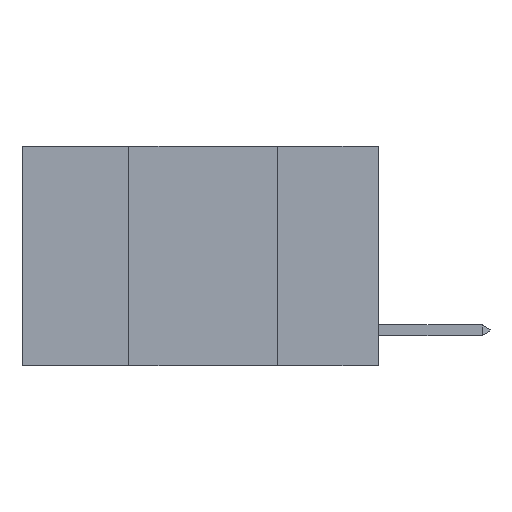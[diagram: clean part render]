
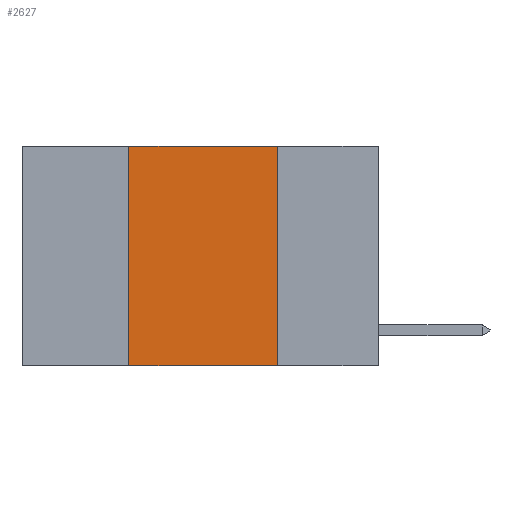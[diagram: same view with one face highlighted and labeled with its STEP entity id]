
A CAD part, left-side view. The second image highlights one B-rep face of the part: STEP entity #2627.
In plain terms, the highlighted planar face has unit normal (-1, 0, 0).
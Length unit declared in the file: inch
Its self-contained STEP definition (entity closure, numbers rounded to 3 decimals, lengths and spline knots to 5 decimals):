
#506 = VECTOR ( 'NONE', #4253, 39.37008 ) ;
#520 = VECTOR ( 'NONE', #4035, 39.37008 ) ;
#1397 = EDGE_CURVE ( 'NONE', #3900, #9037, #1961, .T. ) ;
#1694 = DIRECTION ( 'NONE',  ( 0., 0., -1. ) ) ;
#1961 = LINE ( 'NONE', #7219, #5471 ) ;
#2074 = EDGE_CURVE ( 'NONE', #9037, #8089, #6964, .T. ) ;
#2273 = LINE ( 'NONE', #3801, #6519 ) ;
#2299 = CARTESIAN_POINT ( 'NONE',  ( 0., 0.17, 0. ) ) ;
#2520 = VERTEX_POINT ( 'NONE', #4611 ) ;
#2627 = ADVANCED_FACE ( 'NONE', ( #5138 ), #7850, .F. ) ;
#2691 = EDGE_CURVE ( 'NONE', #2520, #8089, #2273, .T. ) ;
#2833 = AXIS2_PLACEMENT_3D ( 'NONE', #6843, #3854, #1694 ) ;
#3299 = ORIENTED_EDGE ( 'NONE', *, *, #1397, .F. ) ;
#3400 = EDGE_CURVE ( 'NONE', #2520, #3900, #6474, .T. ) ;
#3801 = CARTESIAN_POINT ( 'NONE',  ( 0., 0.6, -0.37 ) ) ;
#3854 = DIRECTION ( 'NONE',  ( 1., 0., 0. ) ) ;
#3900 = VERTEX_POINT ( 'NONE', #4516 ) ;
#3987 = CARTESIAN_POINT ( 'NONE',  ( 0., 0.17, 0. ) ) ;
#4035 = DIRECTION ( 'NONE',  ( 0., 0., -1. ) ) ;
#4111 = ORIENTED_EDGE ( 'NONE', *, *, #2691, .T. ) ;
#4217 = CARTESIAN_POINT ( 'NONE',  ( 0., 0.42, 0. ) ) ;
#4236 = ORIENTED_EDGE ( 'NONE', *, *, #3400, .F. ) ;
#4253 = DIRECTION ( 'NONE',  ( 0., 0., 1. ) ) ;
#4516 = CARTESIAN_POINT ( 'NONE',  ( 0., 0.42, 0. ) ) ;
#4611 = CARTESIAN_POINT ( 'NONE',  ( 0., 0.42, -0.37 ) ) ;
#4984 = EDGE_LOOP ( 'NONE', ( #7245, #3299, #4236, #4111 ) ) ;
#5138 = FACE_OUTER_BOUND ( 'NONE', #4984, .T. ) ;
#5471 = VECTOR ( 'NONE', #9269, 39.37008 ) ;
#6474 = LINE ( 'NONE', #4217, #506 ) ;
#6519 = VECTOR ( 'NONE', #6741, 39.37008 ) ;
#6741 = DIRECTION ( 'NONE',  ( 0., -1., 0. ) ) ;
#6843 = CARTESIAN_POINT ( 'NONE',  ( 0., 0.6, 0. ) ) ;
#6964 = LINE ( 'NONE', #3987, #520 ) ;
#7219 = CARTESIAN_POINT ( 'NONE',  ( 0., 0.6, 0. ) ) ;
#7245 = ORIENTED_EDGE ( 'NONE', *, *, #2074, .F. ) ;
#7850 = PLANE ( 'NONE',  #2833 ) ;
#8089 = VERTEX_POINT ( 'NONE', #9330 ) ;
#9037 = VERTEX_POINT ( 'NONE', #2299 ) ;
#9269 = DIRECTION ( 'NONE',  ( 0., -1., 0. ) ) ;
#9330 = CARTESIAN_POINT ( 'NONE',  ( 0., 0.17, -0.37 ) ) ;
